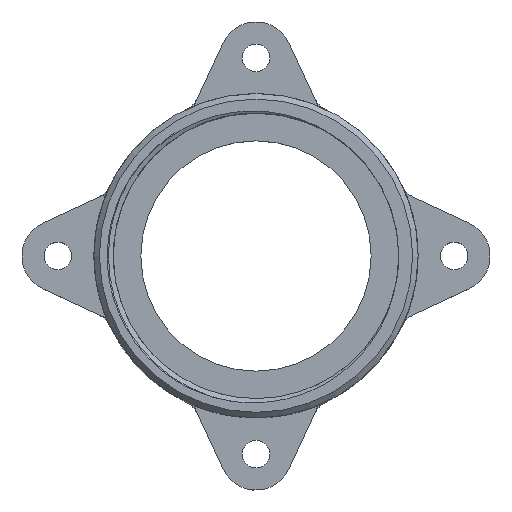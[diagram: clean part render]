
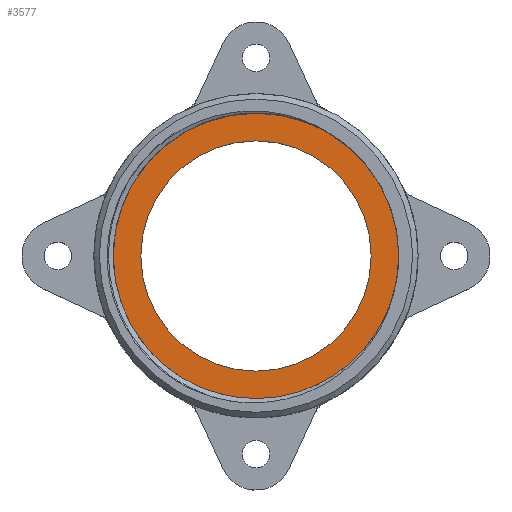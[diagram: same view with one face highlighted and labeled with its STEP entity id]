
A CAD part, top view. The second image highlights one B-rep face of the part: STEP entity #3577.
In plain terms, the highlighted planar face has unit normal (0, 0, 1).
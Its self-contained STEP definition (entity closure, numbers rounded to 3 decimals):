
#986 = CYLINDRICAL_SURFACE('',#987,20.8);
#987 = AXIS2_PLACEMENT_3D('',#988,#989,#990);
#988 = CARTESIAN_POINT('',(0.,0.,2.));
#989 = DIRECTION('',(0.,0.,-1.));
#990 = DIRECTION('',(1.,0.,0.));
#2295 = EDGE_CURVE('',#2296,#2296,#2298,.T.);
#2296 = VERTEX_POINT('',#2297);
#2297 = CARTESIAN_POINT('',(20.8,0.,2.));
#2298 = SURFACE_CURVE('',#2299,(#2304,#2311),.PCURVE_S1.);
#2299 = CIRCLE('',#2300,20.8);
#2300 = AXIS2_PLACEMENT_3D('',#2301,#2302,#2303);
#2301 = CARTESIAN_POINT('',(0.,0.,2.));
#2302 = DIRECTION('',(0.,0.,-1.));
#2303 = DIRECTION('',(1.,0.,0.));
#2304 = PCURVE('',#986,#2305);
#2305 = DEFINITIONAL_REPRESENTATION('',(#2306),#2310);
#2306 = LINE('',#2307,#2308);
#2307 = CARTESIAN_POINT('',(0.,0.));
#2308 = VECTOR('',#2309,1.);
#2309 = DIRECTION('',(1.,0.));
#2310 = ( GEOMETRIC_REPRESENTATION_CONTEXT(2) 
PARAMETRIC_REPRESENTATION_CONTEXT() REPRESENTATION_CONTEXT('2D SPACE',''
  ) );
#2311 = PCURVE('',#2312,#2317);
#2312 = PLANE('',#2313);
#2313 = AXIS2_PLACEMENT_3D('',#2314,#2315,#2316);
#2314 = CARTESIAN_POINT('',(0.,0.,2.));
#2315 = DIRECTION('',(0.,0.,-1.));
#2316 = DIRECTION('',(1.,0.,0.));
#2317 = DEFINITIONAL_REPRESENTATION('',(#2318),#2322);
#2318 = CIRCLE('',#2319,20.8);
#2319 = AXIS2_PLACEMENT_2D('',#2320,#2321);
#2320 = CARTESIAN_POINT('',(0.,0.));
#2321 = DIRECTION('',(1.,0.));
#2322 = ( GEOMETRIC_REPRESENTATION_CONTEXT(2) 
PARAMETRIC_REPRESENTATION_CONTEXT() REPRESENTATION_CONTEXT('2D SPACE',''
  ) );
#3577 = ADVANCED_FACE('',(#3578,#3609),#2312,.F.);
#3578 = FACE_BOUND('',#3579,.F.);
#3579 = EDGE_LOOP('',(#3580));
#3580 = ORIENTED_EDGE('',*,*,#3581,.T.);
#3581 = EDGE_CURVE('',#3582,#3582,#3584,.T.);
#3582 = VERTEX_POINT('',#3583);
#3583 = CARTESIAN_POINT('',(25.8,0.,2.));
#3584 = SURFACE_CURVE('',#3585,(#3590,#3597),.PCURVE_S1.);
#3585 = CIRCLE('',#3586,25.8);
#3586 = AXIS2_PLACEMENT_3D('',#3587,#3588,#3589);
#3587 = CARTESIAN_POINT('',(0.,0.,2.));
#3588 = DIRECTION('',(0.,0.,-1.));
#3589 = DIRECTION('',(1.,0.,0.));
#3590 = PCURVE('',#2312,#3591);
#3591 = DEFINITIONAL_REPRESENTATION('',(#3592),#3596);
#3592 = CIRCLE('',#3593,25.8);
#3593 = AXIS2_PLACEMENT_2D('',#3594,#3595);
#3594 = CARTESIAN_POINT('',(0.,0.));
#3595 = DIRECTION('',(1.,0.));
#3596 = ( GEOMETRIC_REPRESENTATION_CONTEXT(2) 
PARAMETRIC_REPRESENTATION_CONTEXT() REPRESENTATION_CONTEXT('2D SPACE',''
  ) );
#3597 = PCURVE('',#3598,#3603);
#3598 = CYLINDRICAL_SURFACE('',#3599,25.8);
#3599 = AXIS2_PLACEMENT_3D('',#3600,#3601,#3602);
#3600 = CARTESIAN_POINT('',(0.,0.,32.));
#3601 = DIRECTION('',(0.,0.,-1.));
#3602 = DIRECTION('',(1.,0.,0.));
#3603 = DEFINITIONAL_REPRESENTATION('',(#3604),#3608);
#3604 = LINE('',#3605,#3606);
#3605 = CARTESIAN_POINT('',(0.,30.));
#3606 = VECTOR('',#3607,1.);
#3607 = DIRECTION('',(1.,0.));
#3608 = ( GEOMETRIC_REPRESENTATION_CONTEXT(2) 
PARAMETRIC_REPRESENTATION_CONTEXT() REPRESENTATION_CONTEXT('2D SPACE',''
  ) );
#3609 = FACE_BOUND('',#3610,.F.);
#3610 = EDGE_LOOP('',(#3611));
#3611 = ORIENTED_EDGE('',*,*,#2295,.F.);
